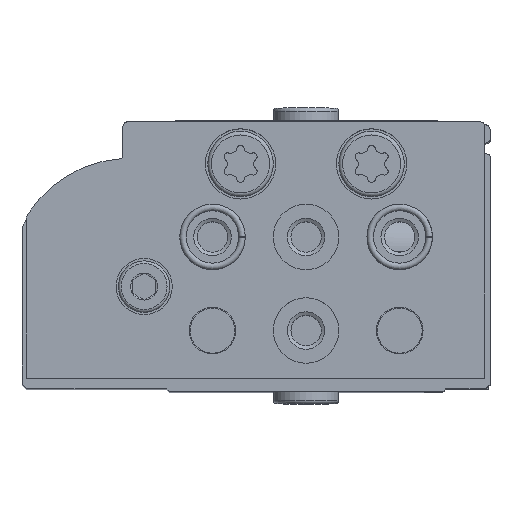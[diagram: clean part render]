
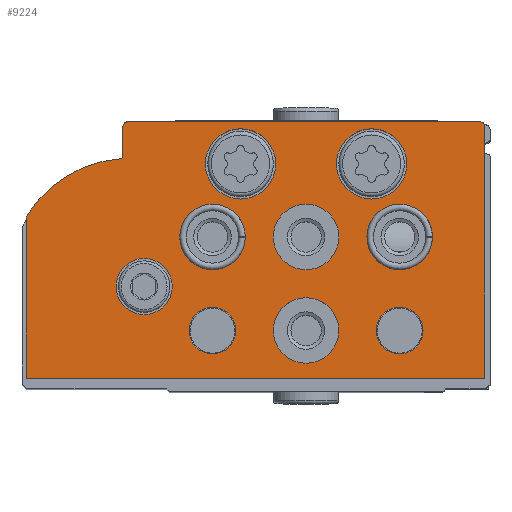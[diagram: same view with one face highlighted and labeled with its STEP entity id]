
A CAD part, top view. The second image highlights one B-rep face of the part: STEP entity #9224.
In plain terms, the highlighted face is planar.
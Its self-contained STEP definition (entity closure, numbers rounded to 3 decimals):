
#269=PLANE('',#10407);
#792=CIRCLE('',#10393,0.5);
#793=CIRCLE('',#10398,1.);
#794=CIRCLE('',#10400,13.);
#795=CIRCLE('',#10402,0.3);
#796=CIRCLE('',#10405,0.5);
#797=CIRCLE('',#10408,3.);
#798=CIRCLE('',#10409,3.75);
#799=CIRCLE('',#10410,3.75);
#800=CIRCLE('',#10411,3.5);
#801=CIRCLE('',#10412,3.5);
#802=CIRCLE('',#10413,3.5);
#803=CIRCLE('',#10414,3.5);
#804=CIRCLE('',#10415,2.5);
#805=CIRCLE('',#10416,2.5);
#1481=LINE('',#15842,#2135);
#1483=LINE('',#15846,#2137);
#1485=LINE('',#15850,#2139);
#1490=LINE('',#15866,#2144);
#1493=LINE('',#15874,#2147);
#2135=VECTOR('',#12809,1000.);
#2137=VECTOR('',#12813,1000.);
#2139=VECTOR('',#12817,1000.);
#2144=VECTOR('',#12836,1000.);
#2147=VECTOR('',#12845,1000.);
#4047=ORIENTED_EDGE('',*,*,#5747,.T.);
#4048=ORIENTED_EDGE('',*,*,#5748,.T.);
#4049=ORIENTED_EDGE('',*,*,#5749,.T.);
#4050=ORIENTED_EDGE('',*,*,#5750,.T.);
#4051=ORIENTED_EDGE('',*,*,#5751,.T.);
#4052=ORIENTED_EDGE('',*,*,#5752,.T.);
#4053=ORIENTED_EDGE('',*,*,#5753,.T.);
#4054=ORIENTED_EDGE('',*,*,#5754,.T.);
#4055=ORIENTED_EDGE('',*,*,#5755,.T.);
#4056=ORIENTED_EDGE('',*,*,#5726,.F.);
#4057=ORIENTED_EDGE('',*,*,#5745,.F.);
#4058=ORIENTED_EDGE('',*,*,#5743,.F.);
#4059=ORIENTED_EDGE('',*,*,#5741,.F.);
#4060=ORIENTED_EDGE('',*,*,#5739,.T.);
#4061=ORIENTED_EDGE('',*,*,#5737,.F.);
#4062=ORIENTED_EDGE('',*,*,#5735,.F.);
#4063=ORIENTED_EDGE('',*,*,#5733,.F.);
#4064=ORIENTED_EDGE('',*,*,#5731,.F.);
#4065=ORIENTED_EDGE('',*,*,#5729,.F.);
#5726=EDGE_CURVE('',#6754,#6755,#792,.T.);
#5729=EDGE_CURVE('',#6755,#6756,#1481,.T.);
#5731=EDGE_CURVE('',#6756,#6757,#1483,.T.);
#5733=EDGE_CURVE('',#6757,#6758,#1485,.T.);
#5735=EDGE_CURVE('',#6758,#6759,#793,.T.);
#5737=EDGE_CURVE('',#6759,#6760,#794,.T.);
#5739=EDGE_CURVE('',#6761,#6760,#795,.T.);
#5741=EDGE_CURVE('',#6761,#6762,#1490,.T.);
#5743=EDGE_CURVE('',#6762,#6763,#796,.T.);
#5745=EDGE_CURVE('',#6763,#6754,#1493,.T.);
#5747=EDGE_CURVE('',#6764,#6764,#797,.T.);
#5748=EDGE_CURVE('',#6765,#6765,#798,.T.);
#5749=EDGE_CURVE('',#6766,#6766,#799,.T.);
#5750=EDGE_CURVE('',#6767,#6767,#800,.T.);
#5751=EDGE_CURVE('',#6768,#6768,#801,.T.);
#5752=EDGE_CURVE('',#6769,#6769,#802,.T.);
#5753=EDGE_CURVE('',#6770,#6770,#803,.T.);
#5754=EDGE_CURVE('',#6771,#6771,#804,.T.);
#5755=EDGE_CURVE('',#6772,#6772,#805,.T.);
#6754=VERTEX_POINT('',#15837);
#6755=VERTEX_POINT('',#15838);
#6756=VERTEX_POINT('',#15843);
#6757=VERTEX_POINT('',#15847);
#6758=VERTEX_POINT('',#15851);
#6759=VERTEX_POINT('',#15855);
#6760=VERTEX_POINT('',#15859);
#6761=VERTEX_POINT('',#15863);
#6762=VERTEX_POINT('',#15867);
#6763=VERTEX_POINT('',#15871);
#6764=VERTEX_POINT('',#15878);
#6765=VERTEX_POINT('',#15880);
#6766=VERTEX_POINT('',#15882);
#6767=VERTEX_POINT('',#15884);
#6768=VERTEX_POINT('',#15886);
#6769=VERTEX_POINT('',#15888);
#6770=VERTEX_POINT('',#15890);
#6771=VERTEX_POINT('',#15892);
#6772=VERTEX_POINT('',#15894);
#7501=EDGE_LOOP('',(#4047));
#7502=EDGE_LOOP('',(#4048));
#7503=EDGE_LOOP('',(#4049));
#7504=EDGE_LOOP('',(#4050));
#7505=EDGE_LOOP('',(#4051));
#7506=EDGE_LOOP('',(#4052));
#7507=EDGE_LOOP('',(#4053));
#7508=EDGE_LOOP('',(#4054));
#7509=EDGE_LOOP('',(#4055));
#7510=EDGE_LOOP('',(#4056,#4057,#4058,#4059,#4060,#4061,#4062,#4063,#4064,
#4065));
#8310=FACE_BOUND('',#7501,.T.);
#8311=FACE_BOUND('',#7502,.T.);
#8312=FACE_BOUND('',#7503,.T.);
#8313=FACE_BOUND('',#7504,.T.);
#8314=FACE_BOUND('',#7505,.T.);
#8315=FACE_BOUND('',#7506,.T.);
#8316=FACE_BOUND('',#7507,.T.);
#8317=FACE_BOUND('',#7508,.T.);
#8318=FACE_BOUND('',#7509,.T.);
#8319=FACE_BOUND('',#7510,.T.);
#9224=ADVANCED_FACE('',(#8310,#8311,#8312,#8313,#8314,#8315,#8316,#8317,
#8318,#8319),#269,.F.);
#10393=AXIS2_PLACEMENT_3D('',#15836,#12803,#12804);
#10398=AXIS2_PLACEMENT_3D('',#15854,#12821,#12822);
#10400=AXIS2_PLACEMENT_3D('',#15858,#12826,#12827);
#10402=AXIS2_PLACEMENT_3D('',#15862,#12831,#12832);
#10405=AXIS2_PLACEMENT_3D('',#15870,#12840,#12841);
#10407=AXIS2_PLACEMENT_3D('',#15876,#12847,#12848);
#10408=AXIS2_PLACEMENT_3D('',#15877,#12849,#12850);
#10409=AXIS2_PLACEMENT_3D('',#15879,#12851,#12852);
#10410=AXIS2_PLACEMENT_3D('',#15881,#12853,#12854);
#10411=AXIS2_PLACEMENT_3D('',#15883,#12855,#12856);
#10412=AXIS2_PLACEMENT_3D('',#15885,#12857,#12858);
#10413=AXIS2_PLACEMENT_3D('',#15887,#12859,#12860);
#10414=AXIS2_PLACEMENT_3D('',#15889,#12861,#12862);
#10415=AXIS2_PLACEMENT_3D('',#15891,#12863,#12864);
#10416=AXIS2_PLACEMENT_3D('',#15893,#12865,#12866);
#12803=DIRECTION('',(0.,0.,1.));
#12804=DIRECTION('',(1.,0.,0.));
#12809=DIRECTION('',(0.,-1.,0.));
#12813=DIRECTION('',(1.,0.,0.));
#12817=DIRECTION('',(0.,1.,0.));
#12821=DIRECTION('',(0.,0.,1.));
#12822=DIRECTION('',(1.,0.,0.));
#12826=DIRECTION('',(0.,0.,1.));
#12827=DIRECTION('',(1.,0.,0.));
#12831=DIRECTION('',(0.,0.,1.));
#12832=DIRECTION('',(1.,0.,0.));
#12836=DIRECTION('',(0.,1.,0.));
#12840=DIRECTION('',(0.,0.,1.));
#12841=DIRECTION('',(1.,0.,0.));
#12845=DIRECTION('',(-1.,0.,0.));
#12847=DIRECTION('',(0.,0.,1.));
#12848=DIRECTION('',(1.,0.,0.));
#12849=DIRECTION('',(0.,0.,1.));
#12850=DIRECTION('',(1.,0.,0.));
#12851=DIRECTION('',(0.,0.,1.));
#12852=DIRECTION('',(1.,0.,0.));
#12853=DIRECTION('',(0.,0.,1.));
#12854=DIRECTION('',(1.,0.,0.));
#12855=DIRECTION('',(0.,0.,1.));
#12856=DIRECTION('',(1.,0.,0.));
#12857=DIRECTION('',(0.,0.,1.));
#12858=DIRECTION('',(1.,0.,0.));
#12859=DIRECTION('',(0.,0.,1.));
#12860=DIRECTION('',(1.,0.,0.));
#12861=DIRECTION('',(0.,0.,1.));
#12862=DIRECTION('',(1.,0.,0.));
#12863=DIRECTION('',(0.,0.,1.));
#12864=DIRECTION('',(1.,0.,0.));
#12865=DIRECTION('',(0.,0.,1.));
#12866=DIRECTION('',(1.,0.,0.));
#15836=CARTESIAN_POINT('',(0.5,26.9,0.));
#15837=CARTESIAN_POINT('',(0.5,27.4,0.));
#15838=CARTESIAN_POINT('',(0.,26.9,0.));
#15842=CARTESIAN_POINT('',(0.,26.9,0.));
#15843=CARTESIAN_POINT('',(0.,0.,0.));
#15846=CARTESIAN_POINT('',(0.,0.,0.));
#15847=CARTESIAN_POINT('',(49.,0.,0.));
#15850=CARTESIAN_POINT('',(49.,0.,0.));
#15851=CARTESIAN_POINT('',(49.,16.98,0.));
#15854=CARTESIAN_POINT('',(48.,16.98,0.));
#15855=CARTESIAN_POINT('',(48.842,17.52,0.));
#15858=CARTESIAN_POINT('',(37.9,10.5,0.));
#15859=CARTESIAN_POINT('',(38.936,23.459,0.));
#15862=CARTESIAN_POINT('',(38.96,23.758,0.));
#15863=CARTESIAN_POINT('',(38.66,23.758,0.));
#15866=CARTESIAN_POINT('',(38.66,23.758,0.));
#15867=CARTESIAN_POINT('',(38.66,26.9,0.));
#15870=CARTESIAN_POINT('',(38.16,26.9,0.));
#15871=CARTESIAN_POINT('',(38.16,27.4,0.));
#15874=CARTESIAN_POINT('',(38.16,27.4,0.));
#15876=CARTESIAN_POINT('',(0.5,26.9,0.));
#15877=CARTESIAN_POINT('',(36.4,9.8,0.));
#15878=CARTESIAN_POINT('',(39.4,9.8,0.));
#15879=CARTESIAN_POINT('',(26.1,22.9,0.));
#15880=CARTESIAN_POINT('',(29.85,22.9,0.));
#15881=CARTESIAN_POINT('',(12.1,22.9,0.));
#15882=CARTESIAN_POINT('',(15.85,22.9,0.));
#15883=CARTESIAN_POINT('',(29.1,15.1,0.));
#15884=CARTESIAN_POINT('',(32.6,15.1,0.));
#15885=CARTESIAN_POINT('',(19.1,15.1,0.));
#15886=CARTESIAN_POINT('',(22.6,15.1,0.));
#15887=CARTESIAN_POINT('',(9.1,15.1,0.));
#15888=CARTESIAN_POINT('',(12.6,15.1,0.));
#15889=CARTESIAN_POINT('',(19.1,5.1,0.));
#15890=CARTESIAN_POINT('',(22.6,5.1,0.));
#15891=CARTESIAN_POINT('',(29.1,5.1,0.));
#15892=CARTESIAN_POINT('',(31.6,5.1,0.));
#15893=CARTESIAN_POINT('',(9.1,5.1,0.));
#15894=CARTESIAN_POINT('',(11.6,5.1,0.));
